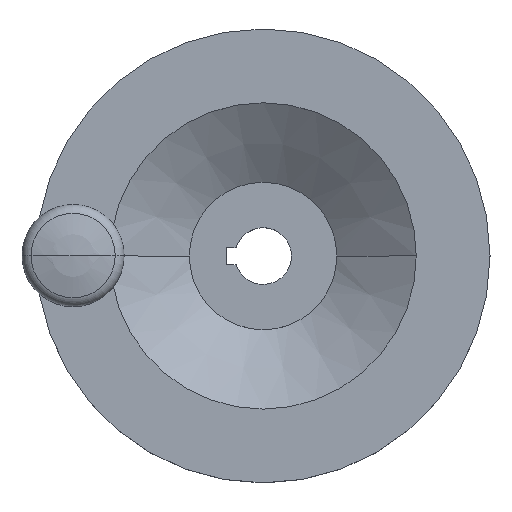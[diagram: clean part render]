
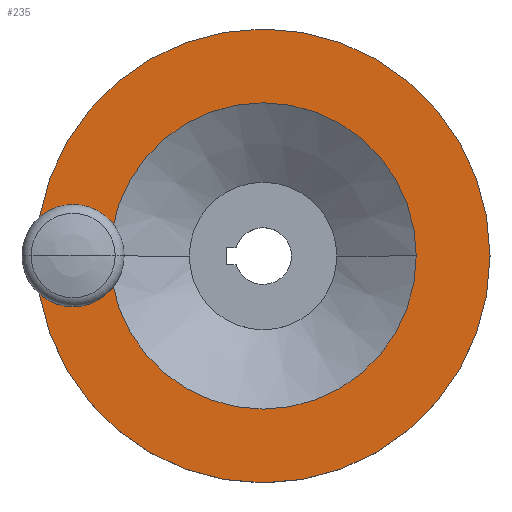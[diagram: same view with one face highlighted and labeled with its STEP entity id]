
A CAD part, top view. The second image highlights one B-rep face of the part: STEP entity #235.
In plain terms, the highlighted planar face has unit normal (0, 0, 1).
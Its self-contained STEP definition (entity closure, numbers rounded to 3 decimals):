
#211=EDGE_CURVE('',#309,#271,#546,.T.);
#235=ADVANCED_FACE('',(#574,#575,#576),#577,.T.);
#267=EDGE_CURVE('',#271,#309,#616,.T.);
#271=VERTEX_POINT('',#620);
#309=VERTEX_POINT('',#663);
#313=VERTEX_POINT('',#667);
#373=EDGE_CURVE('',#473,#417,#731,.T.);
#393=EDGE_CURVE('',#313,#491,#756,.T.);
#417=VERTEX_POINT('',#783);
#423=EDGE_CURVE('',#417,#473,#789,.T.);
#435=EDGE_CURVE('',#491,#313,#802,.T.);
#473=VERTEX_POINT('',#845);
#491=VERTEX_POINT('',#863);
#546=CIRCLE('',#921,5.);
#574=FACE_BOUND('',#957,.T.);
#575=FACE_OUTER_BOUND('',#958,.T.);
#576=FACE_BOUND('',#959,.T.);
#577=PLANE('',#960);
#616=CIRCLE('',#1005,5.);
#620=CARTESIAN_POINT('',(-28.5,0.,26.0));
#663=CARTESIAN_POINT('',(-38.5,0.,26.0));
#667=CARTESIAN_POINT('',(27.,0.,26.0));
#731=CIRCLE('',#1154,40.0);
#756=CIRCLE('',#1185,27.0);
#783=CARTESIAN_POINT('',(40.,0.,26.0));
#789=CIRCLE('',#1231,40.0);
#802=CIRCLE('',#1251,27.0);
#845=CARTESIAN_POINT('',(-40.0,0.,26.0));
#863=CARTESIAN_POINT('',(-27.0,0.,26.0));
#921=AXIS2_PLACEMENT_3D('',#1395,#1396,#1397);
#957=EDGE_LOOP('',(#1440,#1441));
#958=EDGE_LOOP('',(#1442,#1443));
#959=EDGE_LOOP('',(#1444,#1445));
#960=AXIS2_PLACEMENT_3D('',#1446,#1447,#1448);
#1005=AXIS2_PLACEMENT_3D('',#1515,#1516,#1517);
#1154=AXIS2_PLACEMENT_3D('',#1624,#1625,#1626);
#1185=AXIS2_PLACEMENT_3D('',#1664,#1665,#1666);
#1231=AXIS2_PLACEMENT_3D('',#1707,#1708,#1709);
#1251=AXIS2_PLACEMENT_3D('',#1721,#1722,#1723);
#1395=CARTESIAN_POINT('',(-33.5,0.,26.0));
#1396=DIRECTION('',(-0.0,0.0,-1.0));
#1397=DIRECTION('',(-1.0,0.,0.0));
#1440=ORIENTED_EDGE('',*,*,#211,.T.);
#1441=ORIENTED_EDGE('',*,*,#267,.T.);
#1442=ORIENTED_EDGE('',*,*,#373,.F.);
#1443=ORIENTED_EDGE('',*,*,#423,.F.);
#1444=ORIENTED_EDGE('',*,*,#435,.T.);
#1445=ORIENTED_EDGE('',*,*,#393,.T.);
#1446=CARTESIAN_POINT('',(-33.5,0.,26.0));
#1447=DIRECTION('',(0.0,0.0,1.0));
#1448=DIRECTION('',(-1.0,0.,0.0));
#1515=CARTESIAN_POINT('',(-33.5,0.,26.0));
#1516=DIRECTION('',(-0.0,0.0,-1.0));
#1517=DIRECTION('',(-1.0,0.,0.0));
#1624=CARTESIAN_POINT('',(0.,0.,26.0));
#1625=DIRECTION('',(-0.0,0.0,-1.0));
#1626=DIRECTION('',(-1.0,0.,0.0));
#1664=CARTESIAN_POINT('',(0.,0.,26.0));
#1665=DIRECTION('',(-0.0,0.0,-1.0));
#1666=DIRECTION('',(-1.0,0.,0.0));
#1707=CARTESIAN_POINT('',(0.,0.,26.0));
#1708=DIRECTION('',(-0.0,0.0,-1.0));
#1709=DIRECTION('',(-1.0,0.,0.0));
#1721=CARTESIAN_POINT('',(0.,0.,26.0));
#1722=DIRECTION('',(-0.0,0.0,-1.0));
#1723=DIRECTION('',(-1.0,0.,0.0));
